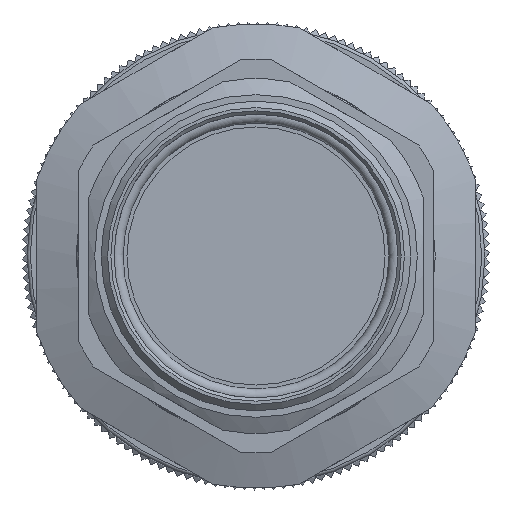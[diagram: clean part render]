
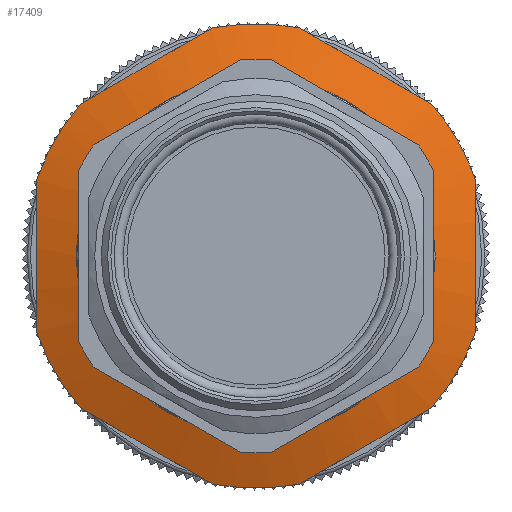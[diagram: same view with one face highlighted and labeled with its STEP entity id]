
A CAD part, left-side view. The second image highlights one B-rep face of the part: STEP entity #17409.
In plain terms, the highlighted conical face has half-angle 70 degrees and reference radius 31.9 mm.
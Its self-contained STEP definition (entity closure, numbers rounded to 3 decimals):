
#20=CONICAL_SURFACE('',#18230,31.9,1.222);
#38=(
BOUNDED_CURVE()
B_SPLINE_CURVE(2,(#34098,#34099,#34100),.UNSPECIFIED.,.F.,.F.)
B_SPLINE_CURVE_WITH_KNOTS((3,3),(0.,2.371),.UNSPECIFIED.)
CURVE()
GEOMETRIC_REPRESENTATION_ITEM()
RATIONAL_B_SPLINE_CURVE((1.,1.059,1.))
REPRESENTATION_ITEM('')
);
#40=(
BOUNDED_CURVE()
B_SPLINE_CURVE(2,(#34111,#34112,#34113),.UNSPECIFIED.,.F.,.F.)
B_SPLINE_CURVE_WITH_KNOTS((3,3),(0.,2.371),.UNSPECIFIED.)
CURVE()
GEOMETRIC_REPRESENTATION_ITEM()
RATIONAL_B_SPLINE_CURVE((1.,1.059,1.))
REPRESENTATION_ITEM('')
);
#42=(
BOUNDED_CURVE()
B_SPLINE_CURVE(2,(#34124,#34125,#34126),.UNSPECIFIED.,.F.,.F.)
B_SPLINE_CURVE_WITH_KNOTS((3,3),(0.,2.371),.UNSPECIFIED.)
CURVE()
GEOMETRIC_REPRESENTATION_ITEM()
RATIONAL_B_SPLINE_CURVE((1.,1.059,1.))
REPRESENTATION_ITEM('')
);
#44=(
BOUNDED_CURVE()
B_SPLINE_CURVE(2,(#34137,#34138,#34139),.UNSPECIFIED.,.F.,.F.)
B_SPLINE_CURVE_WITH_KNOTS((3,3),(0.,2.371),.UNSPECIFIED.)
CURVE()
GEOMETRIC_REPRESENTATION_ITEM()
RATIONAL_B_SPLINE_CURVE((1.,1.059,1.))
REPRESENTATION_ITEM('')
);
#46=(
BOUNDED_CURVE()
B_SPLINE_CURVE(2,(#34150,#34151,#34152),.UNSPECIFIED.,.F.,.F.)
B_SPLINE_CURVE_WITH_KNOTS((3,3),(0.,2.371),.UNSPECIFIED.)
CURVE()
GEOMETRIC_REPRESENTATION_ITEM()
RATIONAL_B_SPLINE_CURVE((1.,1.059,1.))
REPRESENTATION_ITEM('')
);
#48=(
BOUNDED_CURVE()
B_SPLINE_CURVE(2,(#34163,#34164,#34165),.UNSPECIFIED.,.F.,.F.)
B_SPLINE_CURVE_WITH_KNOTS((3,3),(0.,2.371),.UNSPECIFIED.)
CURVE()
GEOMETRIC_REPRESENTATION_ITEM()
RATIONAL_B_SPLINE_CURVE((1.,1.059,1.))
REPRESENTATION_ITEM('')
);
#2290=LINE('',#34197,#3255);
#3255=VECTOR('',#20153,31.9);
#5261=FACE_OUTER_BOUND('',#6252,.T.);
#6252=EDGE_LOOP('',(#14146,#14147,#14148,#14149,#14150,#14151,#14152,#14153,
#14154,#14155,#14156,#14157,#14158,#14159,#14160,#14161,#14162));
#6823=CIRCLE('',#18181,27.8);
#6824=CIRCLE('',#18182,27.8);
#6834=CIRCLE('',#18220,36.);
#6835=CIRCLE('',#18221,36.);
#6836=CIRCLE('',#18223,36.);
#6837=CIRCLE('',#18225,36.);
#6838=CIRCLE('',#18227,36.);
#6839=CIRCLE('',#18229,36.);
#6840=CIRCLE('',#18231,36.);
#7890=VERTEX_POINT('',#34066);
#7891=VERTEX_POINT('',#34067);
#7894=VERTEX_POINT('',#34096);
#7895=VERTEX_POINT('',#34097);
#7898=VERTEX_POINT('',#34109);
#7899=VERTEX_POINT('',#34110);
#7902=VERTEX_POINT('',#34122);
#7903=VERTEX_POINT('',#34123);
#7906=VERTEX_POINT('',#34135);
#7907=VERTEX_POINT('',#34136);
#7910=VERTEX_POINT('',#34148);
#7911=VERTEX_POINT('',#34149);
#7914=VERTEX_POINT('',#34161);
#7915=VERTEX_POINT('',#34162);
#7919=VERTEX_POINT('',#34184);
#10086=EDGE_CURVE('',#7890,#7891,#6823,.T.);
#10087=EDGE_CURVE('',#7891,#7890,#6824,.T.);
#10091=EDGE_CURVE('',#7894,#7895,#38,.T.);
#10095=EDGE_CURVE('',#7898,#7899,#40,.T.);
#10099=EDGE_CURVE('',#7902,#7903,#42,.T.);
#10103=EDGE_CURVE('',#7906,#7907,#44,.T.);
#10107=EDGE_CURVE('',#7910,#7911,#46,.T.);
#10111=EDGE_CURVE('',#7914,#7915,#48,.T.);
#10123=EDGE_CURVE('',#7894,#7919,#6834,.T.);
#10124=EDGE_CURVE('',#7919,#7915,#6835,.T.);
#10125=EDGE_CURVE('',#7914,#7911,#6836,.T.);
#10126=EDGE_CURVE('',#7910,#7907,#6837,.T.);
#10127=EDGE_CURVE('',#7906,#7903,#6838,.T.);
#10128=EDGE_CURVE('',#7902,#7899,#6839,.T.);
#10129=EDGE_CURVE('',#7898,#7895,#6840,.T.);
#10130=EDGE_CURVE('',#7919,#7891,#2290,.T.);
#14146=ORIENTED_EDGE('',*,*,#10091,.T.);
#14147=ORIENTED_EDGE('',*,*,#10129,.F.);
#14148=ORIENTED_EDGE('',*,*,#10095,.T.);
#14149=ORIENTED_EDGE('',*,*,#10128,.F.);
#14150=ORIENTED_EDGE('',*,*,#10099,.T.);
#14151=ORIENTED_EDGE('',*,*,#10127,.F.);
#14152=ORIENTED_EDGE('',*,*,#10103,.T.);
#14153=ORIENTED_EDGE('',*,*,#10126,.F.);
#14154=ORIENTED_EDGE('',*,*,#10107,.T.);
#14155=ORIENTED_EDGE('',*,*,#10125,.F.);
#14156=ORIENTED_EDGE('',*,*,#10111,.T.);
#14157=ORIENTED_EDGE('',*,*,#10124,.F.);
#14158=ORIENTED_EDGE('',*,*,#10130,.T.);
#14159=ORIENTED_EDGE('',*,*,#10087,.T.);
#14160=ORIENTED_EDGE('',*,*,#10086,.T.);
#14161=ORIENTED_EDGE('',*,*,#10130,.F.);
#14162=ORIENTED_EDGE('',*,*,#10123,.F.);
#17409=ADVANCED_FACE('',(#5261),#20,.T.);
#18181=AXIS2_PLACEMENT_3D('',#34068,#20037,#20038);
#18182=AXIS2_PLACEMENT_3D('',#34069,#20039,#20040);
#18220=AXIS2_PLACEMENT_3D('',#34185,#20129,#20130);
#18221=AXIS2_PLACEMENT_3D('',#34186,#20131,#20132);
#18223=AXIS2_PLACEMENT_3D('',#34188,#20135,#20136);
#18225=AXIS2_PLACEMENT_3D('',#34190,#20139,#20140);
#18227=AXIS2_PLACEMENT_3D('',#34192,#20143,#20144);
#18229=AXIS2_PLACEMENT_3D('',#34194,#20147,#20148);
#18230=AXIS2_PLACEMENT_3D('',#34195,#20149,#20150);
#18231=AXIS2_PLACEMENT_3D('',#34196,#20151,#20152);
#20037=DIRECTION('center_axis',(1.,0.,0.));
#20038=DIRECTION('ref_axis',(0.,-0.5,-0.866));
#20039=DIRECTION('center_axis',(1.,0.,0.));
#20040=DIRECTION('ref_axis',(0.,-0.5,-0.866));
#20129=DIRECTION('center_axis',(1.,0.,0.));
#20130=DIRECTION('ref_axis',(0.,-0.5,-0.866));
#20131=DIRECTION('center_axis',(1.,0.,0.));
#20132=DIRECTION('ref_axis',(0.,-0.5,-0.866));
#20135=DIRECTION('center_axis',(1.,0.,0.));
#20136=DIRECTION('ref_axis',(0.,-0.5,-0.866));
#20139=DIRECTION('center_axis',(1.,0.,0.));
#20140=DIRECTION('ref_axis',(0.,-0.5,-0.866));
#20143=DIRECTION('center_axis',(1.,0.,0.));
#20144=DIRECTION('ref_axis',(0.,-0.5,-0.866));
#20147=DIRECTION('center_axis',(1.,0.,0.));
#20148=DIRECTION('ref_axis',(0.,-0.5,-0.866));
#20149=DIRECTION('center_axis',(1.,0.,0.));
#20150=DIRECTION('ref_axis',(0.,0.866,-0.5));
#20151=DIRECTION('center_axis',(1.,0.,0.));
#20152=DIRECTION('ref_axis',(0.,-0.5,-0.866));
#20153=DIRECTION('',(-0.342,0.814,-0.47));
#34066=CARTESIAN_POINT('',(37.719,22.784,-13.9));
#34067=CARTESIAN_POINT('',(37.719,-25.367,13.9));
#34068=CARTESIAN_POINT('Origin',(37.719,-1.291,0.));
#34069=CARTESIAN_POINT('Origin',(37.719,-1.291,0.));
#34096=CARTESIAN_POINT('',(40.704,-28.538,23.529));
#34097=CARTESIAN_POINT('',(40.704,-8.044,35.361));
#34098=CARTESIAN_POINT('Ctrl Pts',(40.704,-28.538,23.529));
#34099=CARTESIAN_POINT('Ctrl Pts',(39.288,-18.291,29.445));
#34100=CARTESIAN_POINT('Ctrl Pts',(40.704,-8.044,35.361));
#34109=CARTESIAN_POINT('',(40.704,5.462,35.361));
#34110=CARTESIAN_POINT('',(40.704,25.956,23.529));
#34111=CARTESIAN_POINT('Ctrl Pts',(40.704,5.462,35.361));
#34112=CARTESIAN_POINT('Ctrl Pts',(39.288,15.709,29.445));
#34113=CARTESIAN_POINT('Ctrl Pts',(40.704,25.956,23.529));
#34122=CARTESIAN_POINT('',(40.704,32.709,11.832));
#34123=CARTESIAN_POINT('',(40.704,32.709,-11.832));
#34124=CARTESIAN_POINT('Ctrl Pts',(40.704,32.709,11.832));
#34125=CARTESIAN_POINT('Ctrl Pts',(39.288,32.709,0.));
#34126=CARTESIAN_POINT('Ctrl Pts',(40.704,32.709,-11.832));
#34135=CARTESIAN_POINT('',(40.704,25.956,-23.529));
#34136=CARTESIAN_POINT('',(40.704,5.462,-35.361));
#34137=CARTESIAN_POINT('Ctrl Pts',(40.704,25.956,-23.529));
#34138=CARTESIAN_POINT('Ctrl Pts',(39.288,15.709,-29.445));
#34139=CARTESIAN_POINT('Ctrl Pts',(40.704,5.462,-35.361));
#34148=CARTESIAN_POINT('',(40.704,-8.044,-35.361));
#34149=CARTESIAN_POINT('',(40.704,-28.538,-23.529));
#34150=CARTESIAN_POINT('Ctrl Pts',(40.704,-8.044,-35.361));
#34151=CARTESIAN_POINT('Ctrl Pts',(39.288,-18.291,-29.445));
#34152=CARTESIAN_POINT('Ctrl Pts',(40.704,-28.538,-23.529));
#34161=CARTESIAN_POINT('',(40.704,-35.291,-11.832));
#34162=CARTESIAN_POINT('',(40.704,-35.291,11.832));
#34163=CARTESIAN_POINT('Ctrl Pts',(40.704,-35.291,-11.832));
#34164=CARTESIAN_POINT('Ctrl Pts',(39.288,-35.291,0.));
#34165=CARTESIAN_POINT('Ctrl Pts',(40.704,-35.291,11.832));
#34184=CARTESIAN_POINT('',(40.704,-32.468,18.));
#34185=CARTESIAN_POINT('Origin',(40.704,-1.291,0.));
#34186=CARTESIAN_POINT('Origin',(40.704,-1.291,0.));
#34188=CARTESIAN_POINT('Origin',(40.704,-1.291,0.));
#34190=CARTESIAN_POINT('Origin',(40.704,-1.291,0.));
#34192=CARTESIAN_POINT('Origin',(40.704,-1.291,0.));
#34194=CARTESIAN_POINT('Origin',(40.704,-1.291,0.));
#34195=CARTESIAN_POINT('Origin',(39.212,-1.291,0.));
#34196=CARTESIAN_POINT('Origin',(40.704,-1.291,0.));
#34197=CARTESIAN_POINT('',(39.212,-28.917,15.95));
